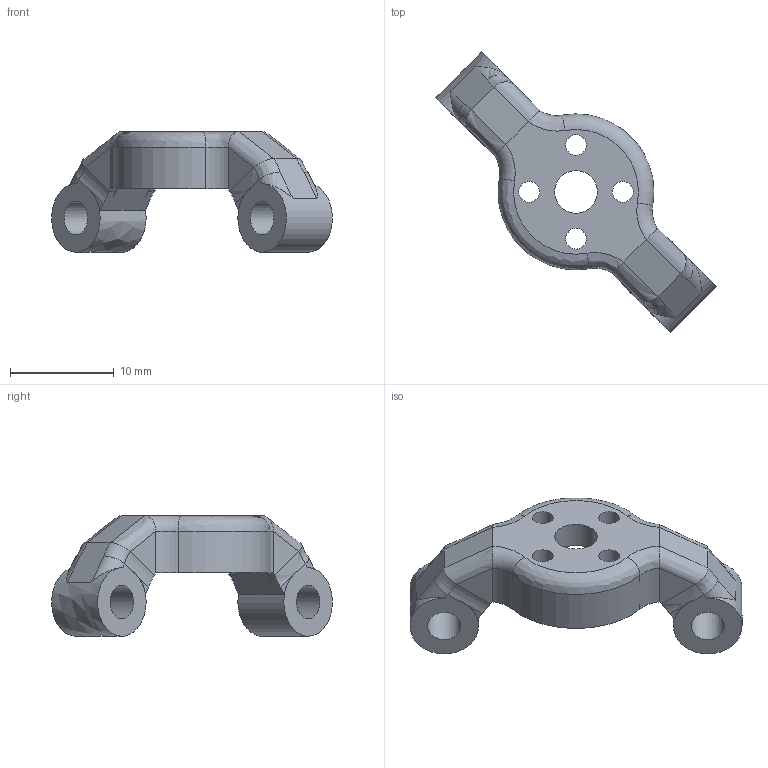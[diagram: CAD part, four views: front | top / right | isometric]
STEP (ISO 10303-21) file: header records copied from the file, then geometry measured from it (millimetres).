
FILE_DESCRIPTION((''),'2;1');
FILE_NAME('filename', '',(''),(''),'','','');
FILE_SCHEMA(('AUTOMOTIVE_DESIGN { 1 0 10303 214 1 1 1 1 }'));
Length unit declared in the file: millimetre
Products named in the file (1): MotorBase_Shorter_Taller
Bounding box: 27 x 27 x 11.6 mm (x, y, z)
Volume: 1110.6 mm3; surface area: 1416.4 mm2
Topology: 1 solids, 1 shells, 89 faces, 226 edges, 139 vertices
Faces by surface type: bspline 44, plane 23, cylinder 17, torus 5
Full cylindrical faces by diameter (mm): 2 x2, 3.2 x1, 4.1 x1
Entity records: 3305 total; most frequent: CARTESIAN_POINT 1295, ORIENTED_EDGE 436, DIRECTION 354, EDGE_CURVE 218, VERTEX_POINT 138, AXIS2_PLACEMENT_3D 122, VECTOR 110, LINE 110
